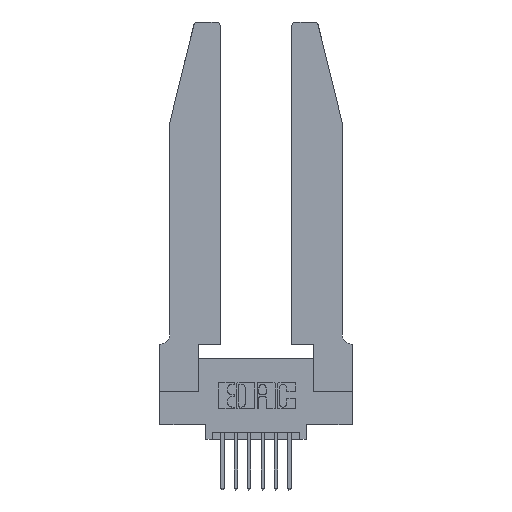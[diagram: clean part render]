
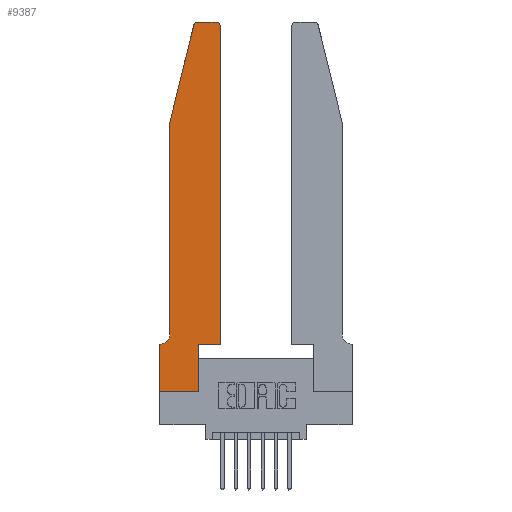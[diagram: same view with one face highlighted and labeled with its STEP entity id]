
A CAD part, top view. The second image highlights one B-rep face of the part: STEP entity #9387.
In plain terms, the highlighted planar face has unit normal (0, 0, 1).
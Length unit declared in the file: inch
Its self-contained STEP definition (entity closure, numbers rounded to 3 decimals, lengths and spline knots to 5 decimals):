
#245 = CARTESIAN_POINT ( 'NONE',  ( 0.0755, 2., 0.37 ) ) ;
#382 = DIRECTION ( 'NONE',  ( -1., 0., 0. ) ) ;
#583 = CARTESIAN_POINT ( 'NONE',  ( 0.0755, 2., 0.37 ) ) ;
#587 = VERTEX_POINT ( 'NONE', #9749 ) ;
#608 = LINE ( 'NONE', #10984, #5271 ) ;
#676 = DIRECTION ( 'NONE',  ( 1., 0., 0. ) ) ;
#766 = ORIENTED_EDGE ( 'NONE', *, *, #12617, .T. ) ;
#808 = CARTESIAN_POINT ( 'NONE',  ( 0.284, 2.75, 0.37 ) ) ;
#1370 = CARTESIAN_POINT ( 'NONE',  ( 0.4505, 0.35, 0.37 ) ) ;
#1461 = EDGE_CURVE ( 'NONE', #3498, #5330, #9988, .T. ) ;
#1902 = CARTESIAN_POINT ( 'NONE',  ( 0.4205, 2.72, 0.37 ) ) ;
#1948 = DIRECTION ( 'NONE',  ( 1., 0., 0. ) ) ;
#1969 = CARTESIAN_POINT ( 'NONE',  ( 0., 0., 0.37 ) ) ;
#2269 = VECTOR ( 'NONE', #13484, 39.37008 ) ;
#2450 = ORIENTED_EDGE ( 'NONE', *, *, #13894, .T. ) ;
#2850 = DIRECTION ( 'NONE',  ( 0., 0., 1. ) ) ;
#3096 = DIRECTION ( 'NONE',  ( 1., 0., 0. ) ) ;
#3398 = CIRCLE ( 'NONE', #6351, 0.07 ) ;
#3408 = LINE ( 'NONE', #1969, #11105 ) ;
#3498 = VERTEX_POINT ( 'NONE', #13346 ) ;
#3714 = EDGE_CURVE ( 'NONE', #11278, #14093, #8902, .T. ) ;
#3807 = CARTESIAN_POINT ( 'NONE',  ( 0.284, 2.72, 0.37 ) ) ;
#4005 = EDGE_CURVE ( 'NONE', #6102, #7846, #7794, .T. ) ;
#4323 = CARTESIAN_POINT ( 'NONE',  ( 0.0055, 0.42, 0.37 ) ) ;
#4651 = VERTEX_POINT ( 'NONE', #808 ) ;
#4852 = DIRECTION ( 'NONE',  ( 0., 1., 0. ) ) ;
#4913 = EDGE_CURVE ( 'NONE', #5330, #6102, #7028, .T. ) ;
#5271 = VECTOR ( 'NONE', #8650, 39.37008 ) ;
#5330 = VERTEX_POINT ( 'NONE', #9115 ) ;
#5402 = VERTEX_POINT ( 'NONE', #12474 ) ;
#5524 = VERTEX_POINT ( 'NONE', #9684 ) ;
#5534 = ORIENTED_EDGE ( 'NONE', *, *, #6287, .T. ) ;
#5906 = CARTESIAN_POINT ( 'NONE',  ( 0.4505, 0.35, 0.37 ) ) ;
#5967 = VECTOR ( 'NONE', #4852, 39.37008 ) ;
#5977 = EDGE_CURVE ( 'NONE', #7846, #4651, #13685, .T. ) ;
#6102 = VERTEX_POINT ( 'NONE', #14060 ) ;
#6258 = LINE ( 'NONE', #11329, #2269 ) ;
#6287 = EDGE_CURVE ( 'NONE', #587, #3498, #6258, .T. ) ;
#6305 = VECTOR ( 'NONE', #12484, 39.37008 ) ;
#6335 = PLANE ( 'NONE',  #6469 ) ;
#6351 = AXIS2_PLACEMENT_3D ( 'NONE', #4323, #12101, #7580 ) ;
#6423 = CARTESIAN_POINT ( 'NONE',  ( 0., 0.35, 0.37 ) ) ;
#6469 = AXIS2_PLACEMENT_3D ( 'NONE', #6423, #13248, #3096 ) ;
#6518 = VECTOR ( 'NONE', #10306, 39.37008 ) ;
#6573 = ORIENTED_EDGE ( 'NONE', *, *, #4005, .T. ) ;
#6577 = ORIENTED_EDGE ( 'NONE', *, *, #5977, .T. ) ;
#6608 = ORIENTED_EDGE ( 'NONE', *, *, #3714, .T. ) ;
#6642 = LINE ( 'NONE', #12528, #6305 ) ;
#6795 = VECTOR ( 'NONE', #382, 39.37008 ) ;
#7028 = LINE ( 'NONE', #1370, #5967 ) ;
#7212 = AXIS2_PLACEMENT_3D ( 'NONE', #1902, #14159, #676 ) ;
#7580 = DIRECTION ( 'NONE',  ( -1., 0., 0. ) ) ;
#7794 = CIRCLE ( 'NONE', #7212, 0.03 ) ;
#7846 = VERTEX_POINT ( 'NONE', #10894 ) ;
#7998 = EDGE_LOOP ( 'NONE', ( #6577, #12286, #12173, #6608, #766, #2450, #11863, #12767, #5534, #10479, #11928, #6573 ) ) ;
#8583 = CARTESIAN_POINT ( 'NONE',  ( 0.0055, 0.35, 0.37 ) ) ;
#8650 = DIRECTION ( 'NONE',  ( 0., -1., 0. ) ) ;
#8767 = VECTOR ( 'NONE', #13833, 39.37008 ) ;
#8902 = LINE ( 'NONE', #245, #9946 ) ;
#9115 = CARTESIAN_POINT ( 'NONE',  ( 0.4505, 0.35, 0.37 ) ) ;
#9245 = CARTESIAN_POINT ( 'NONE',  ( 0.2605, 2.75, 0.37 ) ) ;
#9364 = VERTEX_POINT ( 'NONE', #12972 ) ;
#9387 = ADVANCED_FACE ( 'NONE', ( #12923 ), #6335, .T. ) ;
#9397 = VERTEX_POINT ( 'NONE', #8583 ) ;
#9684 = CARTESIAN_POINT ( 'NONE',  ( 0., 0.35, 0.37 ) ) ;
#9749 = CARTESIAN_POINT ( 'NONE',  ( 0.2865, 0., 0.37 ) ) ;
#9832 = EDGE_CURVE ( 'NONE', #9364, #11278, #12550, .T. ) ;
#9946 = VECTOR ( 'NONE', #13632, 39.37008 ) ;
#9988 = LINE ( 'NONE', #5906, #8767 ) ;
#10306 = DIRECTION ( 'NONE',  ( -0.239, -0.971, 0. ) ) ;
#10361 = CARTESIAN_POINT ( 'NONE',  ( 0.0755, 2., 0.37 ) ) ;
#10479 = ORIENTED_EDGE ( 'NONE', *, *, #1461, .T. ) ;
#10894 = CARTESIAN_POINT ( 'NONE',  ( 0.4205, 2.75, 0.37 ) ) ;
#10984 = CARTESIAN_POINT ( 'NONE',  ( 0., 0., 0.37 ) ) ;
#11105 = VECTOR ( 'NONE', #14415, 39.37008 ) ;
#11278 = VERTEX_POINT ( 'NONE', #583 ) ;
#11329 = CARTESIAN_POINT ( 'NONE',  ( 0.2865, 0.35, 0.37 ) ) ;
#11810 = CIRCLE ( 'NONE', #11948, 0.03 ) ;
#11816 = CARTESIAN_POINT ( 'NONE',  ( 0.0755, 0.42, 0.37 ) ) ;
#11863 = ORIENTED_EDGE ( 'NONE', *, *, #13584, .T. ) ;
#11928 = ORIENTED_EDGE ( 'NONE', *, *, #4913, .T. ) ;
#11948 = AXIS2_PLACEMENT_3D ( 'NONE', #3807, #2850, #1948 ) ;
#11983 = EDGE_CURVE ( 'NONE', #5402, #587, #3408, .T. ) ;
#12101 = DIRECTION ( 'NONE',  ( 0., 0., -1. ) ) ;
#12173 = ORIENTED_EDGE ( 'NONE', *, *, #9832, .T. ) ;
#12286 = ORIENTED_EDGE ( 'NONE', *, *, #13028, .T. ) ;
#12474 = CARTESIAN_POINT ( 'NONE',  ( 0., 0., 0.37 ) ) ;
#12484 = DIRECTION ( 'NONE',  ( -1., 0., 0. ) ) ;
#12528 = CARTESIAN_POINT ( 'NONE',  ( 0.0755, 0.35, 0.37 ) ) ;
#12550 = LINE ( 'NONE', #10361, #6518 ) ;
#12617 = EDGE_CURVE ( 'NONE', #14093, #9397, #3398, .T. ) ;
#12767 = ORIENTED_EDGE ( 'NONE', *, *, #11983, .T. ) ;
#12923 = FACE_OUTER_BOUND ( 'NONE', #7998, .T. ) ;
#12972 = CARTESIAN_POINT ( 'NONE',  ( 0.25487, 2.72718, 0.37 ) ) ;
#13028 = EDGE_CURVE ( 'NONE', #4651, #9364, #11810, .T. ) ;
#13248 = DIRECTION ( 'NONE',  ( 0., 0., 1. ) ) ;
#13346 = CARTESIAN_POINT ( 'NONE',  ( 0.2865, 0.35, 0.37 ) ) ;
#13484 = DIRECTION ( 'NONE',  ( 0., 1., 0. ) ) ;
#13584 = EDGE_CURVE ( 'NONE', #5524, #5402, #608, .T. ) ;
#13632 = DIRECTION ( 'NONE',  ( 0., -1., 0. ) ) ;
#13685 = LINE ( 'NONE', #9245, #6795 ) ;
#13833 = DIRECTION ( 'NONE',  ( 1., 0., 0. ) ) ;
#13894 = EDGE_CURVE ( 'NONE', #9397, #5524, #6642, .T. ) ;
#14060 = CARTESIAN_POINT ( 'NONE',  ( 0.4505, 2.72, 0.37 ) ) ;
#14093 = VERTEX_POINT ( 'NONE', #11816 ) ;
#14159 = DIRECTION ( 'NONE',  ( 0., 0., 1. ) ) ;
#14415 = DIRECTION ( 'NONE',  ( 1., 0., 0. ) ) ;
